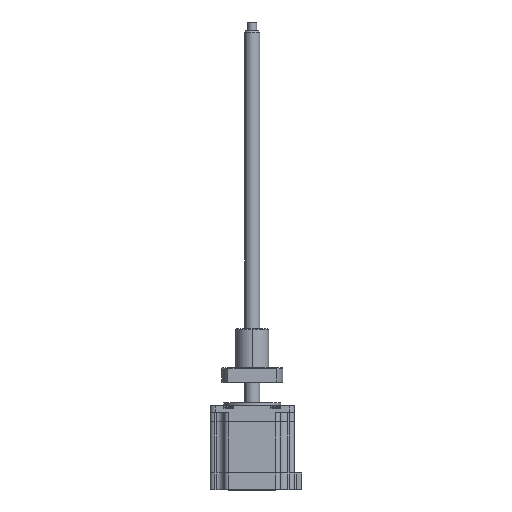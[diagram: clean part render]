
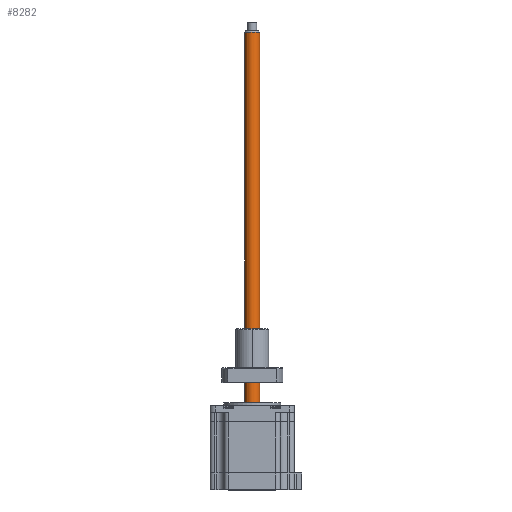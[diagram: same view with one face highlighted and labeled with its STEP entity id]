
A CAD part, top view. The second image highlights one B-rep face of the part: STEP entity #8282.
In plain terms, the highlighted cylindrical face has radius 5 mm (diameter 10 mm), a partial arc.
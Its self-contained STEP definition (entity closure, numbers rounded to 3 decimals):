
#1859 = CARTESIAN_POINT ( 'NONE',  ( -16.379, 234.328, 63.65 ) ) ;
#3298 = VERTEX_POINT ( 'NONE', #29797 ) ;
#3500 = DIRECTION ( 'NONE',  ( -1., 0., 0.004 ) ) ;
#3719 = CARTESIAN_POINT ( 'NONE',  ( -11.379, -15.672, 63.632 ) ) ;
#4143 = CARTESIAN_POINT ( 'NONE',  ( -11.379, 233.328, 63.632 ) ) ;
#6069 = DIRECTION ( 'NONE',  ( -1., 0., 0.004 ) ) ;
#8282 = ADVANCED_FACE ( 'NONE', ( #26504 ), #12033, .T. ) ;
#9013 = ORIENTED_EDGE ( 'NONE', *, *, #45081, .T. ) ;
#12033 = CYLINDRICAL_SURFACE ( 'NONE', #14848, 5. ) ;
#12447 = EDGE_CURVE ( 'NONE', #45627, #53833, #42088, .T. ) ;
#12548 = CIRCLE ( 'NONE', #39865, 5. ) ;
#14848 = AXIS2_PLACEMENT_3D ( 'NONE', #1859, #37331, #6069 ) ;
#14922 = EDGE_CURVE ( 'NONE', #53833, #40150, #33190, .T. ) ;
#15404 = ORIENTED_EDGE ( 'NONE', *, *, #42300, .T. ) ;
#16202 = AXIS2_PLACEMENT_3D ( 'NONE', #38987, #16574, #3500 ) ;
#16574 = DIRECTION ( 'NONE',  ( 0., -1., 0. ) ) ;
#19920 = CARTESIAN_POINT ( 'NONE',  ( -16.379, 233.328, 63.65 ) ) ;
#21504 = CARTESIAN_POINT ( 'NONE',  ( -21.379, -15.672, 63.668 ) ) ;
#21988 = CARTESIAN_POINT ( 'NONE',  ( -21.379, 234.328, 63.668 ) ) ;
#22682 = EDGE_LOOP ( 'NONE', ( #38039, #15404, #9013, #32812 ) ) ;
#26504 = FACE_OUTER_BOUND ( 'NONE', #22682, .T. ) ;
#28944 = VECTOR ( 'NONE', #53026, 1000. ) ;
#29797 = CARTESIAN_POINT ( 'NONE',  ( -21.379, 233.328, 63.668 ) ) ;
#31065 = DIRECTION ( 'NONE',  ( 0., -1., 0. ) ) ;
#32812 = ORIENTED_EDGE ( 'NONE', *, *, #14922, .F. ) ;
#32856 = DIRECTION ( 'NONE',  ( 0., -1., 0. ) ) ;
#33190 = CIRCLE ( 'NONE', #16202, 5. ) ;
#37105 = DIRECTION ( 'NONE',  ( 1., 0., -0.004 ) ) ;
#37331 = DIRECTION ( 'NONE',  ( 0., -1., 0. ) ) ;
#38039 = ORIENTED_EDGE ( 'NONE', *, *, #12447, .F. ) ;
#38987 = CARTESIAN_POINT ( 'NONE',  ( -16.379, -15.672, 63.65 ) ) ;
#39865 = AXIS2_PLACEMENT_3D ( 'NONE', #19920, #32856, #37105 ) ;
#40150 = VERTEX_POINT ( 'NONE', #21504 ) ;
#42088 = LINE ( 'NONE', #43991, #28944 ) ;
#42300 = EDGE_CURVE ( 'NONE', #45627, #3298, #12548, .T. ) ;
#43991 = CARTESIAN_POINT ( 'NONE',  ( -11.379, 234.328, 63.632 ) ) ;
#44113 = LINE ( 'NONE', #21988, #48261 ) ;
#45081 = EDGE_CURVE ( 'NONE', #3298, #40150, #44113, .T. ) ;
#45627 = VERTEX_POINT ( 'NONE', #4143 ) ;
#48261 = VECTOR ( 'NONE', #31065, 1000. ) ;
#53026 = DIRECTION ( 'NONE',  ( 0., -1., 0. ) ) ;
#53833 = VERTEX_POINT ( 'NONE', #3719 ) ;
